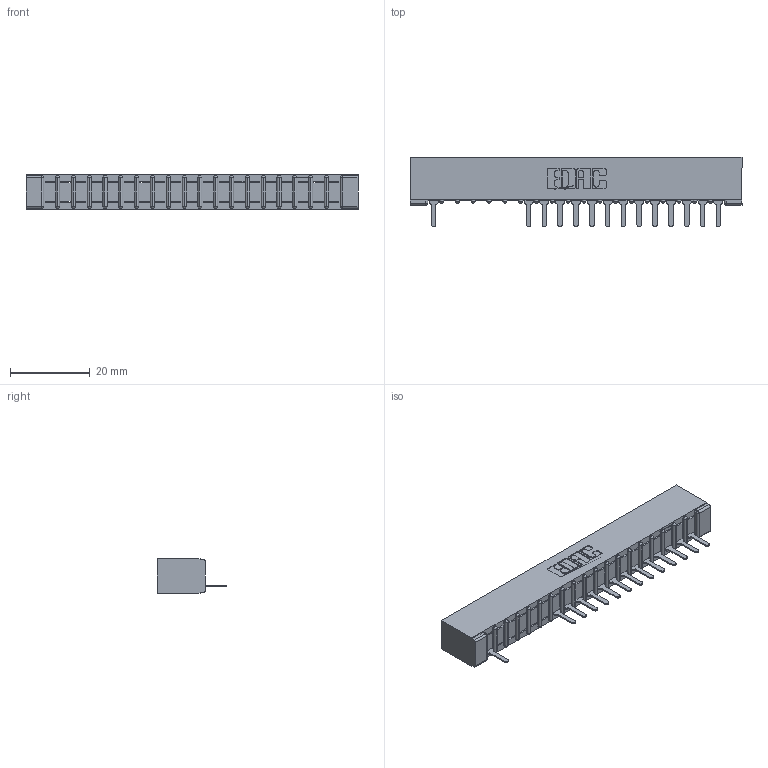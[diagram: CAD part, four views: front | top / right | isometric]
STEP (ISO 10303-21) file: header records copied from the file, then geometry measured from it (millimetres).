
FILE_DESCRIPTION (( 'STEP AP203' ), '1' );
FILE_NAME ('357-019-525-101.STEP', '2018-08-08T06:09:34', ( '' ), ( '' ), 'SwSTEP 2.0', 'SolidWorks 2016', '' );
FILE_SCHEMA (( 'CONFIG_CONTROL_DESIGN' ));
Length unit declared in the file: inch
Products named in the file (3): 307 Part_No Mounting Lugs; 307-290-001_525; 357-019-525-101
Assembly tree (15 placements, depth 2):
  357-019-525-101
    307 Part_No Mounting Lugs
    307-290-001_525  x14
Bounding box: 83.16 x 17.42 x 8.71 mm (x, y, z)
Volume: 5099.6 mm3; surface area: 7758.4 mm2
Topology: 15 solids, 15 shells, 1014 faces, 2885 edges, 1850 vertices
Faces by surface type: plane 644, cylinder 330, sphere 40
Entity records: 18654 total; most frequent: CARTESIAN_POINT 3155, ORIENTED_EDGE 3146, DIRECTION 3075, EDGE_CURVE 1573, LINE 1199, VECTOR 1199, VERTEX_POINT 1018, AXIS2_PLACEMENT_3D 938
